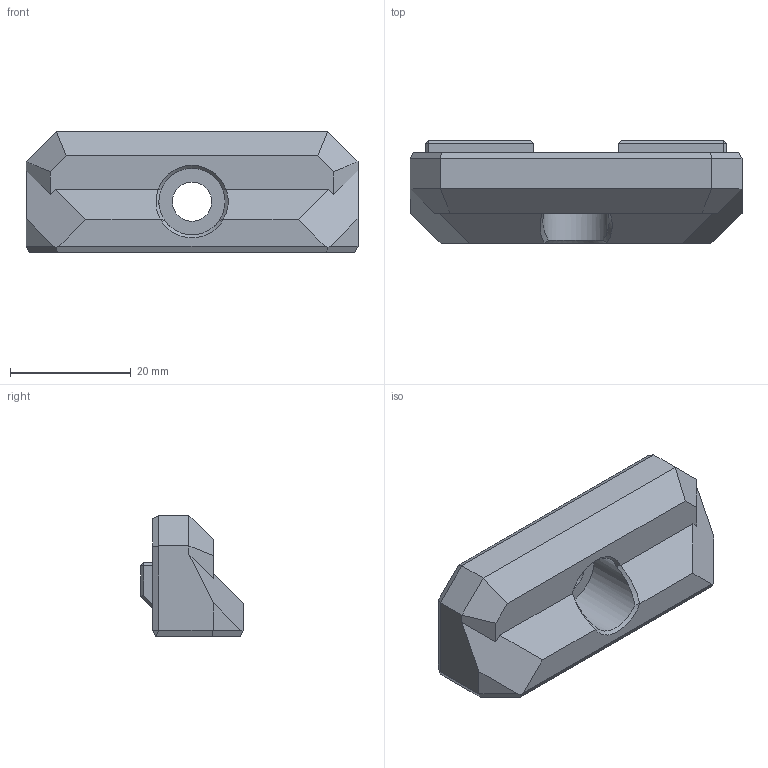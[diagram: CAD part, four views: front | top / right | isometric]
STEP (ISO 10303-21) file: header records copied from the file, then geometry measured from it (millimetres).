
FILE_DESCRIPTION(/* description */ (''),/* implementation_level */ '2;1');
FILE_NAME(/* name */ 'panel_magnet_mount.step',/* time_stamp */ '2022-10-13T09:41:14+01:00',/* author */ (''),/* organization */ (''),/* preprocessor_version */ 'ST-DEVELOPER v19',/* originating_system */ 'Autodesk Translation Framework v11.7.0.108',/* authorisation */ '');
FILE_SCHEMA (('AUTOMOTIVE_DESIGN { 1 0 10303 214 3 1 1 }'));
Length unit declared in the file: millimetre
Products named in the file (1): panel_magnet_mount
Bounding box: 55 x 17 x 20 mm (x, y, z)
Volume: 10644.4 mm3; surface area: 4444.6 mm2
Topology: 1 solids, 1 shells, 76 faces, 174 edges, 106 vertices
Faces by surface type: plane 62, cone 6, cylinder 6, bspline 2
Full cylindrical faces by diameter (mm): 6.5 x1, 10 x4, 11 x1
Entity records: 2181 total; most frequent: CARTESIAN_POINT 464, ORIENTED_EDGE 348, DIRECTION 328, EDGE_CURVE 174, LINE 140, VECTOR 140, VERTEX_POINT 106, AXIS2_PLACEMENT_3D 94
